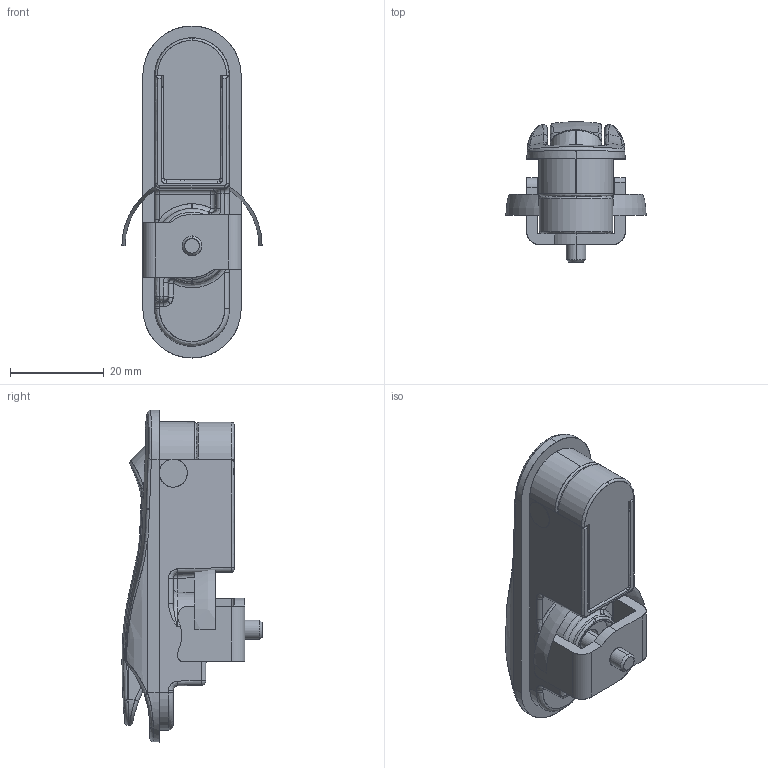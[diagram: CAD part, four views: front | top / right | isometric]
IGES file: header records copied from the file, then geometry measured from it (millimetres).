
Start section: SolidWorks IGES file using analytic representation for surfaces
Global section: file name: C-990.IGS,15; native system: HSolidWorks 2018; preprocessor: SolidWorks 2018; author: 1337yo; date: 200305.134155; units: millimetre
Bounding box: 30 x 29.97 x 71 mm (x, y, z)
Surface area: 12769.1 mm2 (no closed solid volume)
Topology: 0 solids, 0 shells, 683 faces, 6558 edges, 6538 vertices
Faces by surface type: bspline 445, revolution 238
